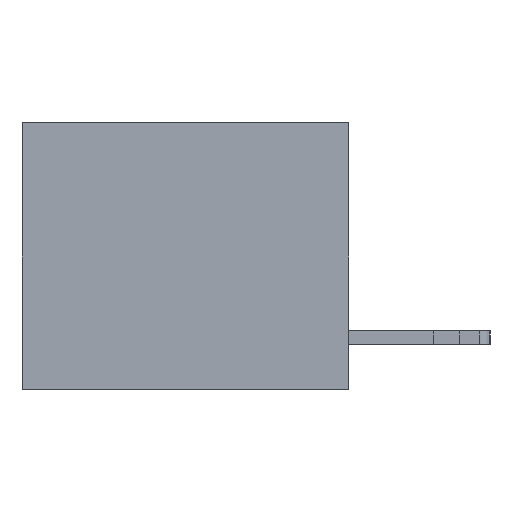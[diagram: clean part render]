
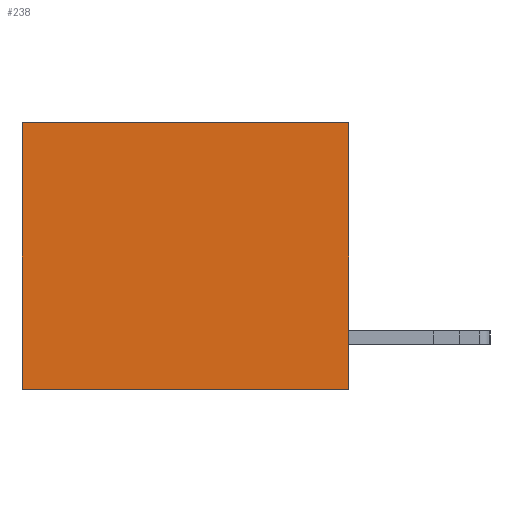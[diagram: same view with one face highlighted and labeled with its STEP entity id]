
A CAD part, left-side view. The second image highlights one B-rep face of the part: STEP entity #238.
In plain terms, the highlighted planar face has unit normal (-1, 0, 0).
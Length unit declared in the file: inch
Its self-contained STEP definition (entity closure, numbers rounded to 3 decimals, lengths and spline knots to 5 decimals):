
#85 = VECTOR ( 'NONE', #13238, 39.37008 ) ;
#139 = EDGE_CURVE ( 'NONE', #9518, #7218, #301, .T. ) ;
#238 = ADVANCED_FACE ( 'NONE', ( #10567 ), #5647, .F. ) ;
#301 = LINE ( 'NONE', #11749, #85 ) ;
#1102 = ORIENTED_EDGE ( 'NONE', *, *, #139, .F. ) ;
#1310 = VECTOR ( 'NONE', #13957, 39.37008 ) ;
#1368 = ORIENTED_EDGE ( 'NONE', *, *, #5656, .T. ) ;
#1523 = EDGE_CURVE ( 'NONE', #7218, #12471, #13154, .T. ) ;
#2197 = CARTESIAN_POINT ( 'NONE',  ( 0.3165, 0., 0. ) ) ;
#2928 = EDGE_CURVE ( 'NONE', #3196, #12471, #7292, .T. ) ;
#3196 = VERTEX_POINT ( 'NONE', #6991 ) ;
#3315 = CARTESIAN_POINT ( 'NONE',  ( 0.3165, 0.6, -0.49 ) ) ;
#5647 = PLANE ( 'NONE',  #11503 ) ;
#5656 = EDGE_CURVE ( 'NONE', #9518, #3196, #13674, .T. ) ;
#6934 = DIRECTION ( 'NONE',  ( 0., 0., -1. ) ) ;
#6991 = CARTESIAN_POINT ( 'NONE',  ( 0.3165, 0.6, 0. ) ) ;
#7218 = VERTEX_POINT ( 'NONE', #13796 ) ;
#7292 = LINE ( 'NONE', #12794, #1310 ) ;
#8349 = DIRECTION ( 'NONE',  ( 1., 0., 0. ) ) ;
#9182 = DIRECTION ( 'NONE',  ( 0., 1., 0. ) ) ;
#9518 = VERTEX_POINT ( 'NONE', #2197 ) ;
#9873 = VECTOR ( 'NONE', #15682, 39.37008 ) ;
#10567 = FACE_OUTER_BOUND ( 'NONE', #11824, .T. ) ;
#11503 = AXIS2_PLACEMENT_3D ( 'NONE', #14671, #8349, #6934 ) ;
#11749 = CARTESIAN_POINT ( 'NONE',  ( 0.3165, 0., -0.49 ) ) ;
#11824 = EDGE_LOOP ( 'NONE', ( #13685, #16487, #1102, #1368 ) ) ;
#12471 = VERTEX_POINT ( 'NONE', #3315 ) ;
#12794 = CARTESIAN_POINT ( 'NONE',  ( 0.3165, 0.6, -0.49 ) ) ;
#13154 = LINE ( 'NONE', #14164, #9873 ) ;
#13238 = DIRECTION ( 'NONE',  ( 0., 0., -1. ) ) ;
#13290 = VECTOR ( 'NONE', #9182, 39.37008 ) ;
#13674 = LINE ( 'NONE', #14153, #13290 ) ;
#13685 = ORIENTED_EDGE ( 'NONE', *, *, #2928, .T. ) ;
#13796 = CARTESIAN_POINT ( 'NONE',  ( 0.3165, 0., -0.49 ) ) ;
#13957 = DIRECTION ( 'NONE',  ( 0., 0., -1. ) ) ;
#14153 = CARTESIAN_POINT ( 'NONE',  ( 0.3165, 0., 0. ) ) ;
#14164 = CARTESIAN_POINT ( 'NONE',  ( 0.3165, 0., -0.49 ) ) ;
#14671 = CARTESIAN_POINT ( 'NONE',  ( 0.3165, 0., -0.49 ) ) ;
#15682 = DIRECTION ( 'NONE',  ( 0., 1., 0. ) ) ;
#16487 = ORIENTED_EDGE ( 'NONE', *, *, #1523, .F. ) ;
